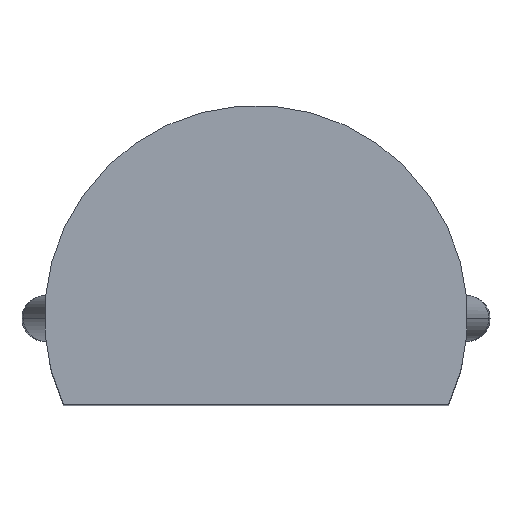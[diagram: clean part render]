
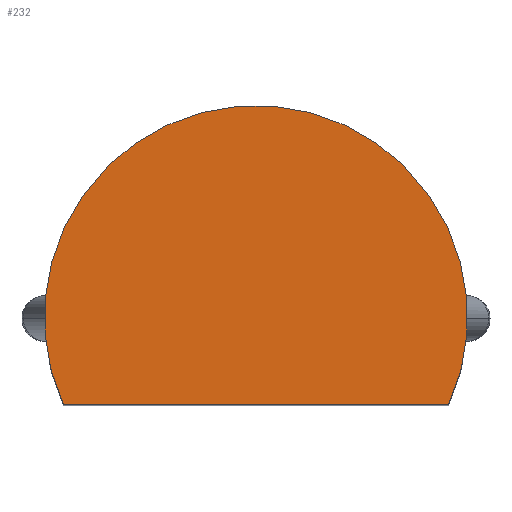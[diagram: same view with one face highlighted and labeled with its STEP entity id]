
A CAD part, top view. The second image highlights one B-rep face of the part: STEP entity #232.
In plain terms, the highlighted planar face has unit normal (0, 0, 1).
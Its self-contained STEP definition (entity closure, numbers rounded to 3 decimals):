
#151=CARTESIAN_POINT('',(4.969,-1.08,5.334));
#150=VERTEX_POINT('',#151);
#161=CARTESIAN_POINT('',(0.231,-1.08,5.334));
#160=VERTEX_POINT('',#161);
#159=EDGE_CURVE('',#160,#150,#164,.T.);
#164=LINE('',#161,#166);
#166=VECTOR('',#167,4.738);
#167=DIRECTION('',(1.0,0.0,0.0));
#188=EDGE_CURVE($,#150,#160,#193,.T.);
#193=CIRCLE($,#194,2.604);
#195=CARTESIAN_POINT('',(2.6,0.0,5.334));
#194=AXIS2_PLACEMENT_3D($,#195,#196,#197);
#196=DIRECTION('',(0.0,0.0,1.0));
#197=DIRECTION('',(-1.0,0.0,0.0));
#232=ADVANCED_FACE($,(#238),#233,.T.);
#233=PLANE($,#234);
#234=AXIS2_PLACEMENT_3D($,#235,#236,#237);
#235=CARTESIAN_POINT('',(2.6,0.0,5.334));
#236=DIRECTION('',(0.,0.,1.));
#237=DIRECTION('',(1.,0.,0.));
#238=FACE_OUTER_BOUND($,#239,.T.);
#239=EDGE_LOOP($,(#240, #251));
#240=ORIENTED_EDGE('',*,*,#159,.T.);
#251=ORIENTED_EDGE('',*,*,#188,.T.);
